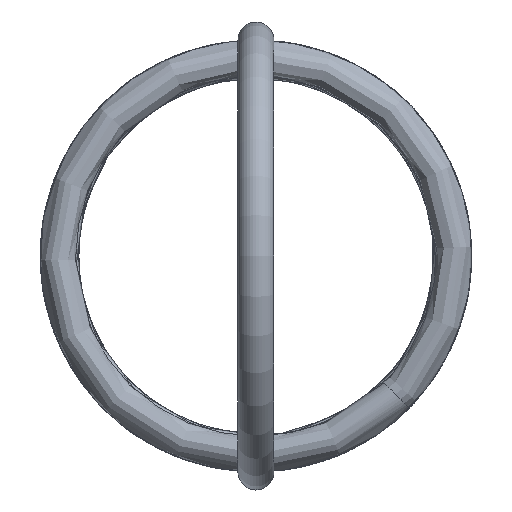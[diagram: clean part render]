
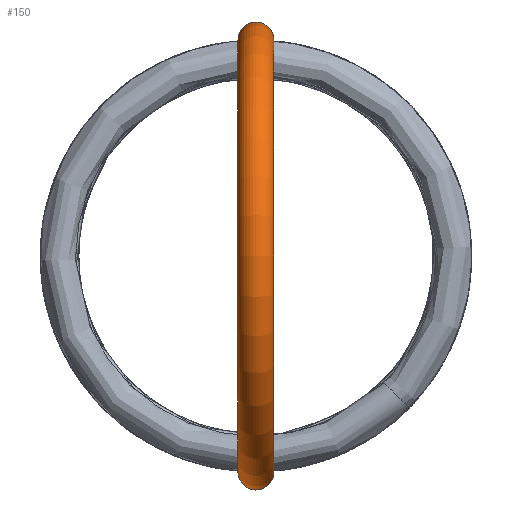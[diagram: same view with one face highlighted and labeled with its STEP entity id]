
A CAD part, front view. The second image highlights one B-rep face of the part: STEP entity #150.
In plain terms, the highlighted toroidal (fillet/blend) face has major radius 3 mm and minor radius 0.25 mm.
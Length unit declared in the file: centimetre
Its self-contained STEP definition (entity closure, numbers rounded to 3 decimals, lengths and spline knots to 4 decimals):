
#136=VERTEX_POINT('',#2799);
#142=FACE_BOUND('',#144,.T.);
#144=VERTEX_LOOP('',#136);
#150=ADVANCED_FACE('',(#142),#2801,.T.);
#157=AXIS2_PLACEMENT_3D('',#2798,#167,$);
#167=DIRECTION('',(-1.,0.,0.));
#2798=CARTESIAN_POINT('',(0.,-1.85,0.));
#2799=CARTESIAN_POINT('',(0.,-1.85,-0.275));
#2801=TOROIDAL_SURFACE('',#157,0.3,0.025);
